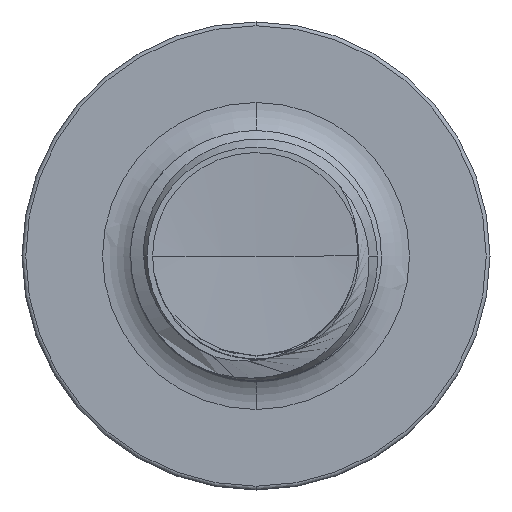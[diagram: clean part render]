
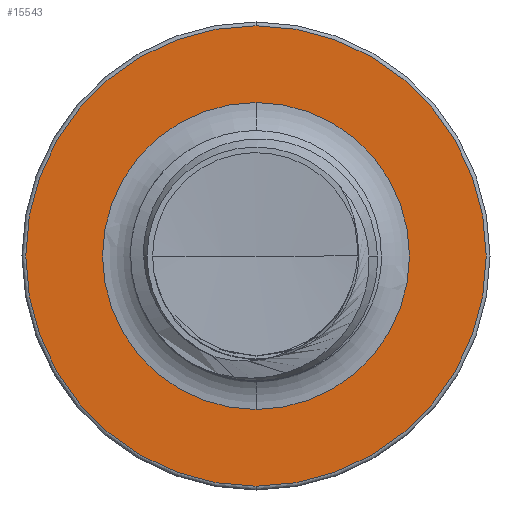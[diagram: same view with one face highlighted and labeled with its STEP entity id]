
A CAD part, front view. The second image highlights one B-rep face of the part: STEP entity #15543.
In plain terms, the highlighted planar face has unit normal (0, -1, 0).
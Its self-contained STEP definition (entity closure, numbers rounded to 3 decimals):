
#339 = DIRECTION ( 'NONE',  ( 0., -1., 0. ) ) ;
#1073 = DIRECTION ( 'NONE',  ( 0., -1., 0. ) ) ;
#2068 = EDGE_LOOP ( 'NONE', ( #4366, #13604 ) ) ;
#2082 = ORIENTED_EDGE ( 'NONE', *, *, #16154, .T. ) ;
#2140 = DIRECTION ( 'NONE',  ( 0., 0., -1. ) ) ;
#2223 = EDGE_LOOP ( 'NONE', ( #4907, #2082 ) ) ;
#2629 = CARTESIAN_POINT ( 'NONE',  ( 0., 14., 0. ) ) ;
#3598 = CARTESIAN_POINT ( 'NONE',  ( 0., 14., 1.836 ) ) ;
#3770 = AXIS2_PLACEMENT_3D ( 'NONE', #13631, #339, #15826 ) ;
#4366 = ORIENTED_EDGE ( 'NONE', *, *, #13509, .F. ) ;
#4775 = EDGE_CURVE ( 'NONE', #17121, #25261, #18480, .T. ) ;
#4886 = DIRECTION ( 'NONE',  ( 0., 0., -1. ) ) ;
#4907 = ORIENTED_EDGE ( 'NONE', *, *, #4775, .T. ) ;
#5882 = DIRECTION ( 'NONE',  ( 0., -1., 0. ) ) ;
#6758 = FACE_OUTER_BOUND ( 'NONE', #2223, .T. ) ;
#7417 = EDGE_CURVE ( 'NONE', #18111, #27690, #8093, .T. ) ;
#8093 = CIRCLE ( 'NONE', #20851, 1.836 ) ;
#8258 = CARTESIAN_POINT ( 'NONE',  ( 0., 14., 1.836 ) ) ;
#9614 = AXIS2_PLACEMENT_3D ( 'NONE', #28857, #15422, #2140 ) ;
#11952 = CARTESIAN_POINT ( 'NONE',  ( 0., 14., 2.755 ) ) ;
#13509 = EDGE_CURVE ( 'NONE', #27690, #18111, #21686, .T. ) ;
#13604 = ORIENTED_EDGE ( 'NONE', *, *, #7417, .F. ) ;
#13631 = CARTESIAN_POINT ( 'NONE',  ( 0., 14., 0. ) ) ;
#14112 = CARTESIAN_POINT ( 'NONE',  ( 0., 14., -1.836 ) ) ;
#14363 = CARTESIAN_POINT ( 'NONE',  ( 0., 14., 0. ) ) ;
#15422 = DIRECTION ( 'NONE',  ( 0., -1., 0. ) ) ;
#15543 = ADVANCED_FACE ( 'NONE', ( #6758, #17793 ), #23491, .T. ) ;
#15826 = DIRECTION ( 'NONE',  ( 0., 0., -1. ) ) ;
#16154 = EDGE_CURVE ( 'NONE', #25261, #17121, #28026, .T. ) ;
#16574 = DIRECTION ( 'NONE',  ( 0., 0., -1. ) ) ;
#17121 = VERTEX_POINT ( 'NONE', #26087 ) ;
#17793 = FACE_BOUND ( 'NONE', #2068, .T. ) ;
#18111 = VERTEX_POINT ( 'NONE', #8258 ) ;
#18159 = DIRECTION ( 'NONE',  ( 0., -1., 0. ) ) ;
#18480 = CIRCLE ( 'NONE', #25553, 2.755 ) ;
#20851 = AXIS2_PLACEMENT_3D ( 'NONE', #2629, #18159, #4886 ) ;
#21403 = DIRECTION ( 'NONE',  ( 0., 0., -1. ) ) ;
#21686 = CIRCLE ( 'NONE', #3770, 1.836 ) ;
#23491 = PLANE ( 'NONE',  #28086 ) ;
#25261 = VERTEX_POINT ( 'NONE', #11952 ) ;
#25553 = AXIS2_PLACEMENT_3D ( 'NONE', #14363, #1073, #16574 ) ;
#26087 = CARTESIAN_POINT ( 'NONE',  ( 0., 14., -2.755 ) ) ;
#27690 = VERTEX_POINT ( 'NONE', #14112 ) ;
#28026 = CIRCLE ( 'NONE', #9614, 2.755 ) ;
#28086 = AXIS2_PLACEMENT_3D ( 'NONE', #3598, #5882, #21403 ) ;
#28857 = CARTESIAN_POINT ( 'NONE',  ( 0., 14., 0. ) ) ;
